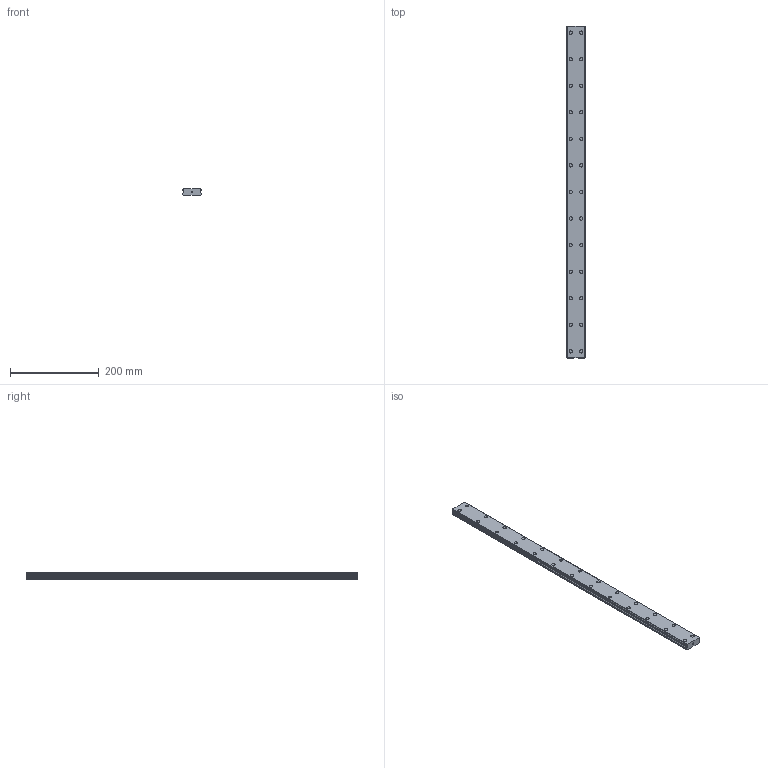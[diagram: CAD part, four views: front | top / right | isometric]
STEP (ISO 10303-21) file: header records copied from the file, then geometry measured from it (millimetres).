
FILE_DESCRIPTION(('STEP AP214'),'1');
FILE_NAME('cctmp_43019A94-89B0-41B7-8940-2FF339B108FF_2021_03_04_13_10_52_0822..stp','2021-03-04T12:10:52',('HIWIN GmbH'),('CADClick - www.CADClick.com'),'Spatial InterOp 3D',' ','unknown authorization');
FILE_SCHEMA(('AUTOMOTIVE_DESIGN'));
Length unit declared in the file: millimetre
Products named in the file (1): WER27R750H_FILE
Bounding box: 42 x 750 x 15 mm (x, y, z)
Volume: 436176.5 mm3; surface area: 95538.6 mm2
Topology: 1 solids, 1 shells, 337 faces, 759 edges, 506 vertices
Faces by surface type: cylinder 174, plane 163
Entity records: 12261 total; most frequent: DIRECTION 1783, CARTESIAN_POINT 1603, ORIENTED_EDGE 1518, EDGE_CURVE 759, AXIS2_PLACEMENT_3D 686, VERTEX_POINT 506, EDGE_LOOP 419, LINE 411
